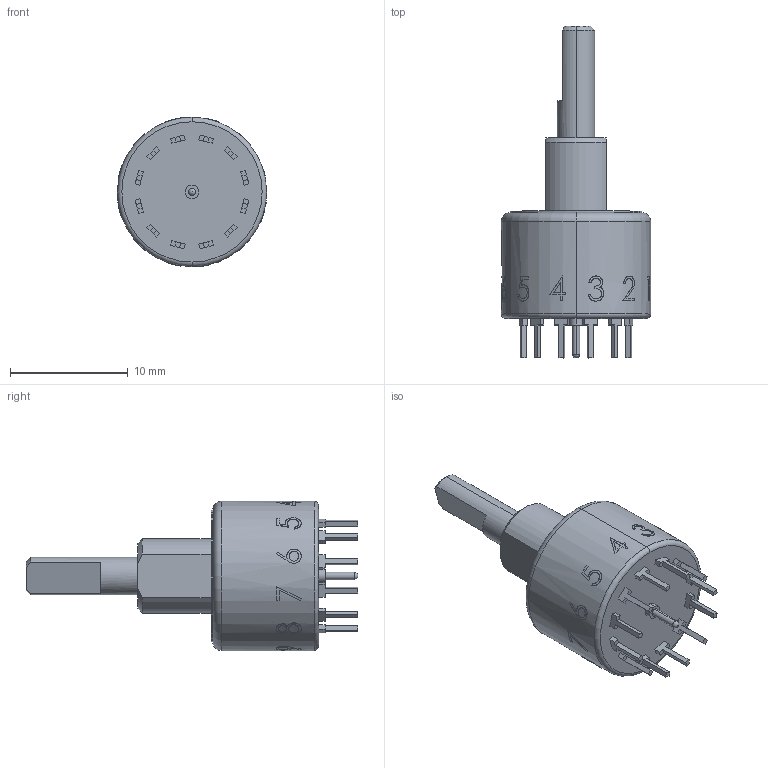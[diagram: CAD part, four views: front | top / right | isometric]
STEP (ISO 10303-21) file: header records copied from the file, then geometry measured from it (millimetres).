
FILE_DESCRIPTION (( 'STEP AP214' ), '1' );
FILE_NAME ('A7FD24D1-2887-4882-9C4F-5833410FED31.STEP', '2023-02-25T00:58:53', ( '' ), ( '' ), 'SwSTEP 2.0', 'SolidWorks 2022', '' );
FILE_SCHEMA (( 'AUTOMOTIVE_DESIGN' ));
Length unit declared in the file: inch
Products named in the file (1): A7FD24D1-2887-4882-9C4F-5833410FED31
Bounding box: 12.7 x 28.24 x 12.71 mm (x, y, z)
Volume: 1401.8 mm3; surface area: 891.1 mm2
Topology: 1 solids, 1 shells, 316 faces, 825 edges, 547 vertices
Faces by surface type: plane 193, bspline 78, cylinder 34, cone 6, torus 4, sphere 1
Entity records: 16887 total; most frequent: CARTESIAN_POINT 5902, ORIENTED_EDGE 1644, DIRECTION 1202, EDGE_CURVE 822, VERTEX_POINT 545, VECTOR 508, LINE 508, EDGE_LOOP 353
